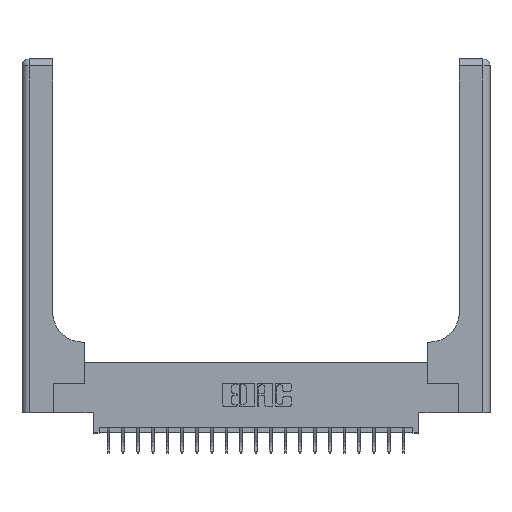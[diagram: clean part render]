
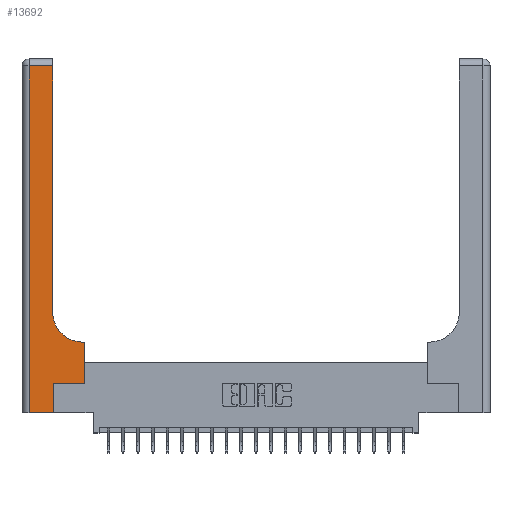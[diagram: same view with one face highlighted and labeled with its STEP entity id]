
A CAD part, top view. The second image highlights one B-rep face of the part: STEP entity #13692.
In plain terms, the highlighted planar face has unit normal (0, 0, 1).
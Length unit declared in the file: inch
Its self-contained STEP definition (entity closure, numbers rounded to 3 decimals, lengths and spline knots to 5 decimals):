
#168 = DIRECTION ( 'NONE',  ( 0., 0., -1. ) ) ;
#349 = CARTESIAN_POINT ( 'NONE',  ( 0., 2.94, 0.37 ) ) ;
#829 = VECTOR ( 'NONE', #11285, 39.37008 ) ;
#1051 = VERTEX_POINT ( 'NONE', #20454 ) ;
#1535 = LINE ( 'NONE', #13289, #10017 ) ;
#1692 = ORIENTED_EDGE ( 'NONE', *, *, #5209, .T. ) ;
#1763 = ORIENTED_EDGE ( 'NONE', *, *, #16199, .T. ) ;
#1952 = VERTEX_POINT ( 'NONE', #15637 ) ;
#2425 = EDGE_CURVE ( 'NONE', #18958, #1051, #1535, .T. ) ;
#2885 = CARTESIAN_POINT ( 'NONE',  ( 0.528, 0.6, 0.37 ) ) ;
#3042 = DIRECTION ( 'NONE',  ( 0., 1., 0. ) ) ;
#3909 = VECTOR ( 'NONE', #13988, 39.37008 ) ;
#4778 = CARTESIAN_POINT ( 'NONE',  ( 0.51, 0.6, 0.37 ) ) ;
#4914 = CIRCLE ( 'NONE', #14016, 0.25 ) ;
#4915 = EDGE_CURVE ( 'NONE', #16696, #16182, #6674, .T. ) ;
#5035 = LINE ( 'NONE', #19630, #9532 ) ;
#5209 = EDGE_CURVE ( 'NONE', #15420, #18958, #14967, .T. ) ;
#5369 = AXIS2_PLACEMENT_3D ( 'NONE', #10327, #168, #12086 ) ;
#5431 = CARTESIAN_POINT ( 'NONE',  ( 0.265, 0., 0.37 ) ) ;
#5442 = VECTOR ( 'NONE', #7965, 39.37008 ) ;
#6017 = ORIENTED_EDGE ( 'NONE', *, *, #4915, .T. ) ;
#6168 = CARTESIAN_POINT ( 'NONE',  ( 0., 0., 0.37 ) ) ;
#6267 = CARTESIAN_POINT ( 'NONE',  ( 0.06, 3., 0.37 ) ) ;
#6453 = DIRECTION ( 'NONE',  ( 0., 0., -1. ) ) ;
#6674 = LINE ( 'NONE', #6986, #20840 ) ;
#6925 = CARTESIAN_POINT ( 'NONE',  ( 0.06, 0., 0.37 ) ) ;
#6986 = CARTESIAN_POINT ( 'NONE',  ( 0.528, 0.25, 0.37 ) ) ;
#7396 = LINE ( 'NONE', #11458, #11380 ) ;
#7965 = DIRECTION ( 'NONE',  ( 0., -1., 0. ) ) ;
#8007 = EDGE_CURVE ( 'NONE', #1952, #19002, #21507, .T. ) ;
#8115 = ORIENTED_EDGE ( 'NONE', *, *, #9356, .T. ) ;
#8832 = CARTESIAN_POINT ( 'NONE',  ( 0.06, 2.94, 0.37 ) ) ;
#9356 = EDGE_CURVE ( 'NONE', #14050, #13295, #4914, .T. ) ;
#9532 = VECTOR ( 'NONE', #21358, 39.37008 ) ;
#9641 = VECTOR ( 'NONE', #15974, 39.37008 ) ;
#9850 = ORIENTED_EDGE ( 'NONE', *, *, #19792, .T. ) ;
#10017 = VECTOR ( 'NONE', #20091, 39.37008 ) ;
#10327 = CARTESIAN_POINT ( 'NONE',  ( 0., 3., 0.37 ) ) ;
#11285 = DIRECTION ( 'NONE',  ( 1., 0., 0. ) ) ;
#11380 = VECTOR ( 'NONE', #3042, 39.37008 ) ;
#11458 = CARTESIAN_POINT ( 'NONE',  ( 0.26, 3., 0.37 ) ) ;
#12086 = DIRECTION ( 'NONE',  ( -1., 0., 0. ) ) ;
#12615 = CARTESIAN_POINT ( 'NONE',  ( 0.265, 0.25, 0.37 ) ) ;
#12805 = ORIENTED_EDGE ( 'NONE', *, *, #13488, .T. ) ;
#13289 = CARTESIAN_POINT ( 'NONE',  ( 0.265, 0., 0.37 ) ) ;
#13295 = VERTEX_POINT ( 'NONE', #14276 ) ;
#13358 = EDGE_CURVE ( 'NONE', #16182, #14050, #5035, .T. ) ;
#13488 = EDGE_CURVE ( 'NONE', #13295, #1952, #7396, .T. ) ;
#13567 = EDGE_LOOP ( 'NONE', ( #12805, #14105, #1763, #1692, #21884, #9850, #6017, #20903, #8115 ) ) ;
#13674 = LINE ( 'NONE', #12615, #9641 ) ;
#13692 = ADVANCED_FACE ( 'NONE', ( #17268 ), #17146, .F. ) ;
#13984 = LINE ( 'NONE', #6267, #5442 ) ;
#13988 = DIRECTION ( 'NONE',  ( -1., 0., 0. ) ) ;
#14016 = AXIS2_PLACEMENT_3D ( 'NONE', #16679, #6453, #18392 ) ;
#14050 = VERTEX_POINT ( 'NONE', #4778 ) ;
#14105 = ORIENTED_EDGE ( 'NONE', *, *, #8007, .T. ) ;
#14276 = CARTESIAN_POINT ( 'NONE',  ( 0.26, 0.85, 0.37 ) ) ;
#14318 = CARTESIAN_POINT ( 'NONE',  ( 0.528, 0.25, 0.37 ) ) ;
#14967 = LINE ( 'NONE', #6168, #829 ) ;
#15420 = VERTEX_POINT ( 'NONE', #6925 ) ;
#15637 = CARTESIAN_POINT ( 'NONE',  ( 0.26, 2.94, 0.37 ) ) ;
#15974 = DIRECTION ( 'NONE',  ( 1., 0., 0. ) ) ;
#16182 = VERTEX_POINT ( 'NONE', #2885 ) ;
#16199 = EDGE_CURVE ( 'NONE', #19002, #15420, #13984, .T. ) ;
#16679 = CARTESIAN_POINT ( 'NONE',  ( 0.51, 0.85, 0.37 ) ) ;
#16696 = VERTEX_POINT ( 'NONE', #14318 ) ;
#17146 = PLANE ( 'NONE',  #5369 ) ;
#17212 = DIRECTION ( 'NONE',  ( 0., 1., 0. ) ) ;
#17268 = FACE_OUTER_BOUND ( 'NONE', #13567, .T. ) ;
#18392 = DIRECTION ( 'NONE',  ( 1., 0., 0. ) ) ;
#18958 = VERTEX_POINT ( 'NONE', #5431 ) ;
#19002 = VERTEX_POINT ( 'NONE', #8832 ) ;
#19630 = CARTESIAN_POINT ( 'NONE',  ( 0.26, 0.6, 0.37 ) ) ;
#19792 = EDGE_CURVE ( 'NONE', #1051, #16696, #13674, .T. ) ;
#20091 = DIRECTION ( 'NONE',  ( 0., 1., 0. ) ) ;
#20454 = CARTESIAN_POINT ( 'NONE',  ( 0.265, 0.25, 0.37 ) ) ;
#20840 = VECTOR ( 'NONE', #17212, 39.37008 ) ;
#20903 = ORIENTED_EDGE ( 'NONE', *, *, #13358, .T. ) ;
#21358 = DIRECTION ( 'NONE',  ( -1., 0., 0. ) ) ;
#21507 = LINE ( 'NONE', #349, #3909 ) ;
#21884 = ORIENTED_EDGE ( 'NONE', *, *, #2425, .T. ) ;
